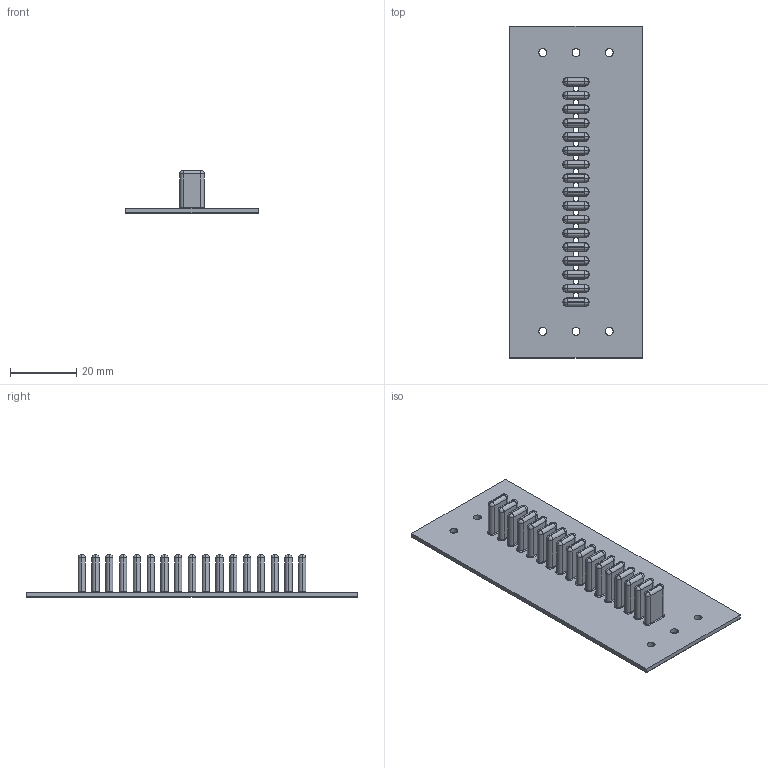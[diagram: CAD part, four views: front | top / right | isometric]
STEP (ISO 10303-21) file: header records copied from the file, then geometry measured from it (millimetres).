
FILE_DESCRIPTION (( 'STEP AP203' ), '1' );
FILE_NAME ('SB_B1R1.STEP', '2021-03-31T08:13:49', ( '' ), ( '' ), 'SwSTEP 2.0', 'SolidWorks 2020', '' );
FILE_SCHEMA (( 'CONFIG_CONTROL_DESIGN' ));
Length unit declared in the file: millimetre
Products named in the file (1): SB_B1R1
Bounding box: 40 x 100 x 12.9 mm (x, y, z)
Volume: 8623.8 mm3; surface area: 11811.7 mm2
Topology: 1 solids, 1 shells, 369 faces, 967 edges, 587 vertices
Faces by surface type: cylinder 179, torus 127, plane 63
Entity records: 11732 total; most frequent: DIRECTION 2265, CARTESIAN_POINT 2096, ORIENTED_EDGE 1934, EDGE_CURVE 967, AXIS2_PLACEMENT_3D 964, CIRCLE 594, VERTEX_POINT 587, EDGE_LOOP 400
